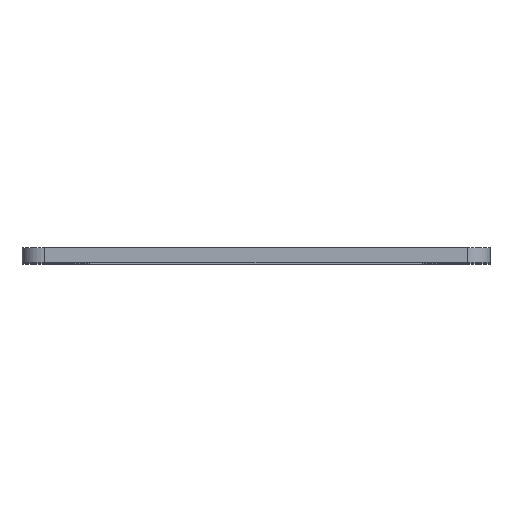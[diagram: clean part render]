
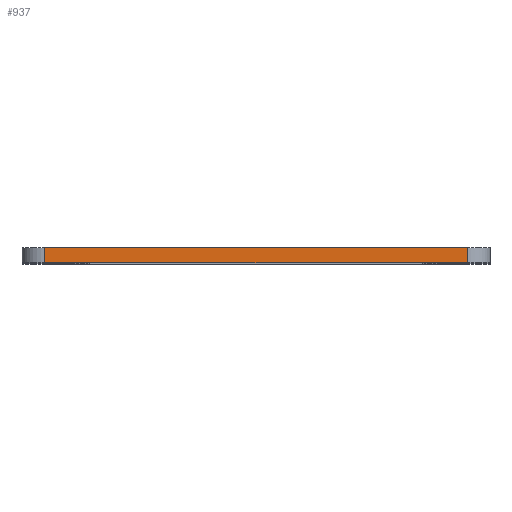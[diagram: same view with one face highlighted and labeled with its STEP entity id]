
A CAD part, top view. The second image highlights one B-rep face of the part: STEP entity #937.
In plain terms, the highlighted planar face has unit normal (0, 0, 1).
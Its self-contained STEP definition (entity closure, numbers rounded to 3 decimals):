
#185=DIRECTION('',(1.,0.,0.));
#186=VECTOR('',#185,28.);
#187=CARTESIAN_POINT('',(-14.,1.,24.));
#188=LINE('',#187,#186);
#189=DIRECTION('',(-1.,0.,0.));
#190=VECTOR('',#189,28.);
#191=CARTESIAN_POINT('',(14.,0.,24.));
#192=LINE('',#191,#190);
#409=DIRECTION('',(0.,1.,0.));
#410=VECTOR('',#409,1.);
#411=CARTESIAN_POINT('',(14.,0.,24.));
#412=LINE('',#411,#410);
#493=DIRECTION('',(0.,1.,0.));
#494=VECTOR('',#493,1.);
#495=CARTESIAN_POINT('',(-14.,0.,24.));
#496=LINE('',#495,#494);
#785=CARTESIAN_POINT('',(-14.,1.,24.));
#786=CARTESIAN_POINT('',(14.,1.,24.));
#787=VERTEX_POINT('',#785);
#788=VERTEX_POINT('',#786);
#789=CARTESIAN_POINT('',(14.,0.,24.));
#790=CARTESIAN_POINT('',(-14.,0.,24.));
#791=VERTEX_POINT('',#789);
#792=VERTEX_POINT('',#790);
#923=CARTESIAN_POINT('',(0.,0.,24.));
#924=DIRECTION('',(0.,0.,-1.));
#925=DIRECTION('',(-1.,0.,0.));
#926=AXIS2_PLACEMENT_3D('',#923,#924,#925);
#927=PLANE('',#926);
#929=ORIENTED_EDGE('',*,*,#928,.T.);
#931=ORIENTED_EDGE('',*,*,#930,.F.);
#932=ORIENTED_EDGE('',*,*,#822,.T.);
#934=ORIENTED_EDGE('',*,*,#933,.T.);
#935=EDGE_LOOP('',(#929,#931,#932,#934));
#936=FACE_OUTER_BOUND('',#935,.F.);
#937=ADVANCED_FACE('',(#936),#927,.F.);
#822=EDGE_CURVE('',#791,#792,#192,.T.);
#928=EDGE_CURVE('',#787,#788,#188,.T.);
#930=EDGE_CURVE('',#791,#788,#412,.T.);
#933=EDGE_CURVE('',#792,#787,#496,.T.);
